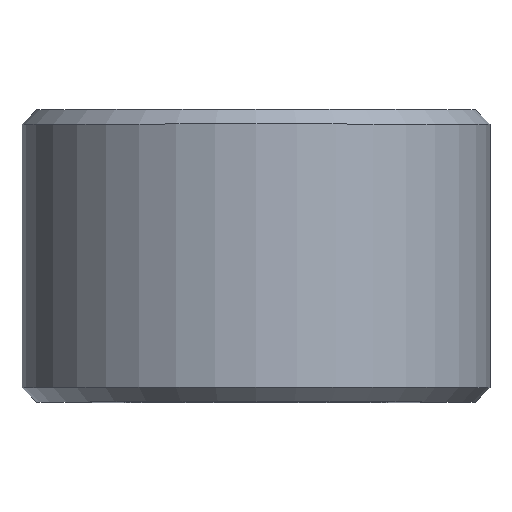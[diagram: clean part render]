
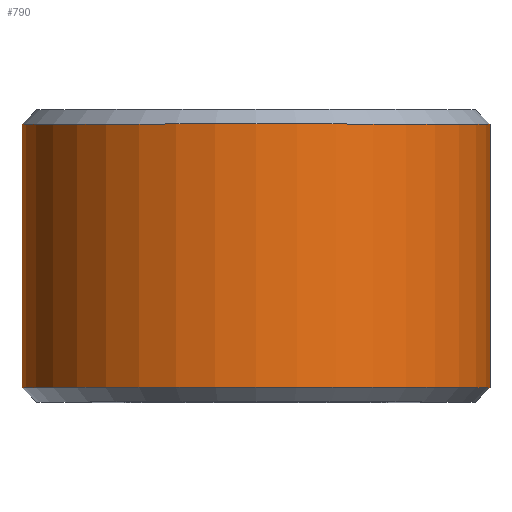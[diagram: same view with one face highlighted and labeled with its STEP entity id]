
A CAD part, top view. The second image highlights one B-rep face of the part: STEP entity #790.
In plain terms, the highlighted cylindrical face has radius 4 mm (diameter 8 mm), a full revolution.
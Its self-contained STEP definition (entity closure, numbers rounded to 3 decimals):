
#31=FACE_BOUND('',#180,.T.);
#84=B_SPLINE_CURVE_WITH_KNOTS('',3,(#2551,#2552,#2553,#2554,#2555,#2556,
#2557,#2558,#2559,#2560,#2561,#2562,#2563,#2564,#2565,#2566),
 .UNSPECIFIED.,.T.,.F.,(4,1,1,1,1,1,1,1,1,1,1,1,1,4),(-0.768,
-0.713,-0.658,-0.548,-0.494,
-0.466,-0.439,-0.384,-0.329,
-0.219,-0.165,-0.11,-0.055,
0.),.UNSPECIFIED.);
#128=FACE_OUTER_BOUND('',#179,.T.);
#179=EDGE_LOOP('',(#700,#701,#702,#703));
#180=EDGE_LOOP('',(#704));
#211=CIRCLE('',#874,4.);
#212=CIRCLE('',#875,4.);
#276=LINE('',#2608,#317);
#317=VECTOR('',#1052,4.);
#380=VERTEX_POINT('',#2532);
#383=VERTEX_POINT('',#2605);
#384=VERTEX_POINT('',#2607);
#487=EDGE_CURVE('',#380,#380,#84,.T.);
#490=EDGE_CURVE('',#383,#383,#211,.T.);
#491=EDGE_CURVE('',#383,#384,#276,.T.);
#492=EDGE_CURVE('',#384,#384,#212,.T.);
#700=ORIENTED_EDGE('',*,*,#490,.F.);
#701=ORIENTED_EDGE('',*,*,#491,.T.);
#702=ORIENTED_EDGE('',*,*,#492,.F.);
#703=ORIENTED_EDGE('',*,*,#491,.F.);
#704=ORIENTED_EDGE('',*,*,#487,.F.);
#746=CYLINDRICAL_SURFACE('',#873,4.);
#790=ADVANCED_FACE('',(#128,#31),#746,.T.);
#873=AXIS2_PLACEMENT_3D('',#2604,#1048,#1049);
#874=AXIS2_PLACEMENT_3D('',#2606,#1050,#1051);
#875=AXIS2_PLACEMENT_3D('',#2609,#1053,#1054);
#1048=DIRECTION('center_axis',(0.,1.,0.));
#1049=DIRECTION('ref_axis',(1.,0.,0.));
#1050=DIRECTION('center_axis',(0.,1.,0.));
#1051=DIRECTION('ref_axis',(1.,0.,0.));
#1052=DIRECTION('',(0.,-1.,0.));
#1053=DIRECTION('center_axis',(0.,-1.,0.));
#1054=DIRECTION('ref_axis',(1.,0.,0.));
#2532=CARTESIAN_POINT('',(-1.499,2.5,-3.708));
#2551=CARTESIAN_POINT('Ctrl Pts',(-1.499,2.5,-3.708));
#2552=CARTESIAN_POINT('Ctrl Pts',(-1.499,2.721,-3.708));
#2553=CARTESIAN_POINT('Ctrl Pts',(-1.389,3.196,-3.752));
#2554=CARTESIAN_POINT('Ctrl Pts',(-0.837,3.898,-3.943));
#2555=CARTESIAN_POINT('Ctrl Pts',(0.134,4.142,-4.051));
#2556=CARTESIAN_POINT('Ctrl Pts',(0.878,3.765,-3.909));
#2557=CARTESIAN_POINT('Ctrl Pts',(1.179,3.461,-3.825));
#2558=CARTESIAN_POINT('Ctrl Pts',(1.423,3.068,-3.742));
#2559=CARTESIAN_POINT('Ctrl Pts',(1.549,2.505,-3.686));
#2560=CARTESIAN_POINT('Ctrl Pts',(1.346,1.581,-3.777));
#2561=CARTESIAN_POINT('Ctrl Pts',(0.587,0.977,-4.005));
#2562=CARTESIAN_POINT('Ctrl Pts',(-0.345,0.971,
-4.005));
#2563=CARTESIAN_POINT('Ctrl Pts',(-0.981,1.283,-3.892));
#2564=CARTESIAN_POINT('Ctrl Pts',(-1.385,1.801,-3.755));
#2565=CARTESIAN_POINT('Ctrl Pts',(-1.499,2.279,-3.708));
#2566=CARTESIAN_POINT('Ctrl Pts',(-1.499,2.5,-3.708));
#2604=CARTESIAN_POINT('Origin',(0.,0.,0.));
#2605=CARTESIAN_POINT('',(-4.,4.75,0.));
#2606=CARTESIAN_POINT('Origin',(0.,4.75,0.));
#2607=CARTESIAN_POINT('',(-4.,0.25,0.));
#2608=CARTESIAN_POINT('',(-4.,0.,0.));
#2609=CARTESIAN_POINT('Origin',(0.,0.25,0.));
